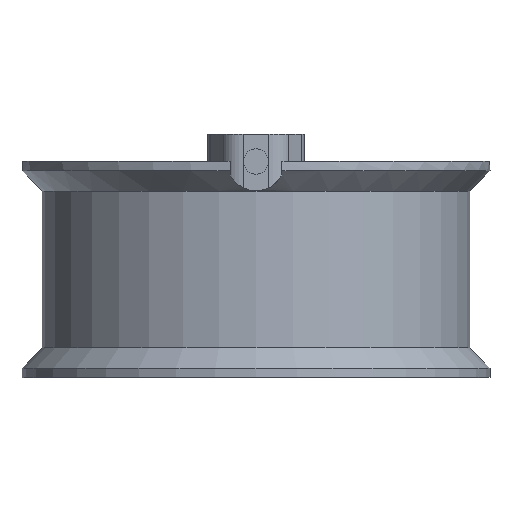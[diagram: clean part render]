
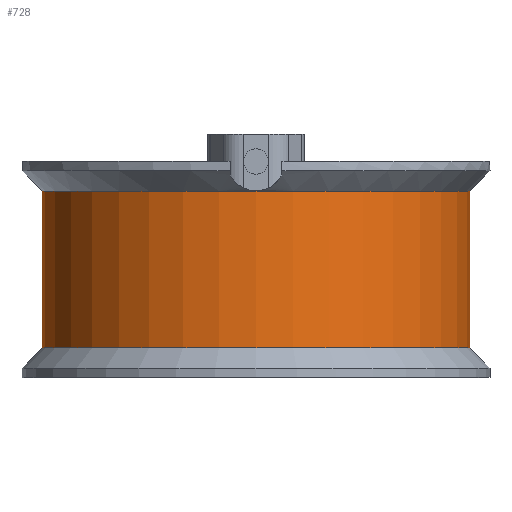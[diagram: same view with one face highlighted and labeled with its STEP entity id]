
A CAD part, front view. The second image highlights one B-rep face of the part: STEP entity #728.
In plain terms, the highlighted cylindrical face has radius 23.75 mm (diameter 47.5 mm), a full revolution.
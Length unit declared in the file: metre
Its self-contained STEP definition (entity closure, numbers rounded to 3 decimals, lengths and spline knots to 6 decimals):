
#20=CYLINDRICAL_SURFACE('',#791,0.02375);
#43=CIRCLE('',#792,0.02375);
#44=CIRCLE('',#793,0.02375);
#147=ORIENTED_EDGE('',*,*,#331,.T.);
#148=ORIENTED_EDGE('',*,*,#332,.T.);
#331=EDGE_CURVE('',#423,#423,#43,.F.);
#332=EDGE_CURVE('',#424,#424,#44,.T.);
#423=VERTEX_POINT('',#1174);
#424=VERTEX_POINT('',#1176);
#609=EDGE_LOOP('',(#147));
#610=EDGE_LOOP('',(#148));
#660=FACE_BOUND('',#609,.T.);
#661=FACE_BOUND('',#610,.T.);
#728=ADVANCED_FACE('',(#660,#661),#20,.T.);
#791=AXIS2_PLACEMENT_3D('',#1172,#933,#934);
#792=AXIS2_PLACEMENT_3D('',#1173,#935,#936);
#793=AXIS2_PLACEMENT_3D('',#1175,#937,#938);
#933=DIRECTION('',(0.,0.,-1.));
#934=DIRECTION('',(-1.,0.,0.));
#935=DIRECTION('',(0.,0.,1.));
#936=DIRECTION('',(1.,0.,0.));
#937=DIRECTION('',(0.,0.,1.));
#938=DIRECTION('',(1.,0.,0.));
#1172=CARTESIAN_POINT('',(0.,0.,0.023));
#1173=CARTESIAN_POINT('',(0.,0.,0.0207));
#1174=CARTESIAN_POINT('',(0.02375,0.,0.0207));
#1175=CARTESIAN_POINT('',(0.,0.,0.0033));
#1176=CARTESIAN_POINT('',(0.02375,0.,0.0033));
